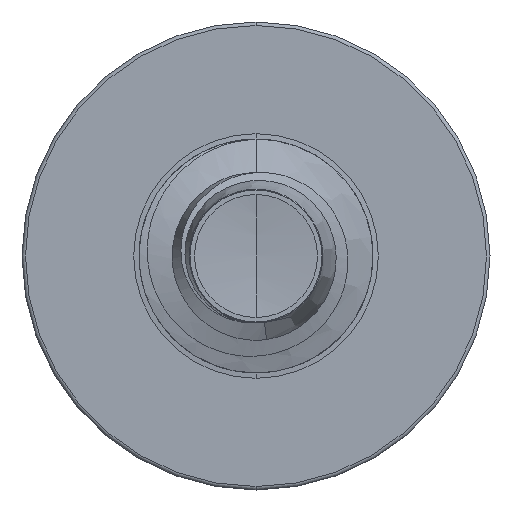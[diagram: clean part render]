
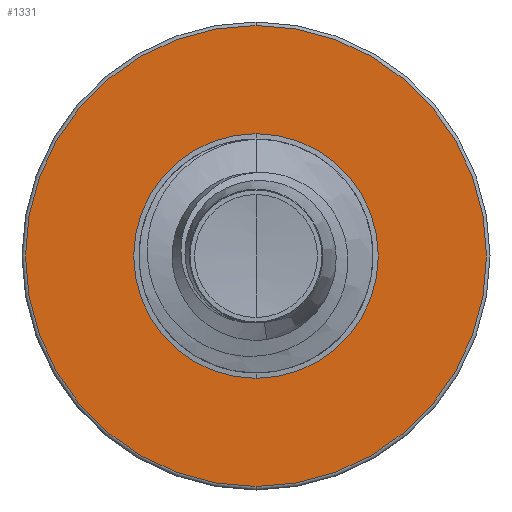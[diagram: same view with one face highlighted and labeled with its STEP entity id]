
A CAD part, front view. The second image highlights one B-rep face of the part: STEP entity #1331.
In plain terms, the highlighted planar face has unit normal (0, -1, 0).
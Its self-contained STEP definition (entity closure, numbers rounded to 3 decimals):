
#204 = ORIENTED_EDGE ( 'NONE', *, *, #13092, .T. ) ;
#1331 = ADVANCED_FACE ( 'NONE', ( #16058, #2666 ), #7623, .F. ) ;
#1725 = CARTESIAN_POINT ( 'NONE',  ( 0., 6., 2.167 ) ) ;
#2189 = VERTEX_POINT ( 'NONE', #6737 ) ;
#2666 = FACE_BOUND ( 'NONE', #3846, .T. ) ;
#3846 = EDGE_LOOP ( 'NONE', ( #14582, #204 ) ) ;
#4392 = DIRECTION ( 'NONE',  ( 0., 0., 1. ) ) ;
#4408 = DIRECTION ( 'NONE',  ( 0., 1., 0. ) ) ;
#4412 = CARTESIAN_POINT ( 'NONE',  ( 0., 6., 0. ) ) ;
#4640 = CIRCLE ( 'NONE', #6634, 1.15 ) ;
#4958 = VERTEX_POINT ( 'NONE', #10260 ) ;
#5454 = AXIS2_PLACEMENT_3D ( 'NONE', #4412, #4408, #4392 ) ;
#6344 = AXIS2_PLACEMENT_3D ( 'NONE', #7097, #7058, #7044 ) ;
#6634 = AXIS2_PLACEMENT_3D ( 'NONE', #7520, #7517, #7497 ) ;
#6737 = CARTESIAN_POINT ( 'NONE',  ( 0., 6., -1.15 ) ) ;
#7044 = DIRECTION ( 'NONE',  ( 0., 0., 1. ) ) ;
#7058 = DIRECTION ( 'NONE',  ( 0., 1., 0. ) ) ;
#7097 = CARTESIAN_POINT ( 'NONE',  ( 0., 6., 0. ) ) ;
#7434 = CIRCLE ( 'NONE', #12322, 2.167 ) ;
#7497 = DIRECTION ( 'NONE',  ( 0., 0., 1. ) ) ;
#7517 = DIRECTION ( 'NONE',  ( 0., 1., 0. ) ) ;
#7520 = CARTESIAN_POINT ( 'NONE',  ( 0., 6., 0. ) ) ;
#7598 = DIRECTION ( 'NONE',  ( 0., 1., 0. ) ) ;
#7623 = PLANE ( 'NONE',  #10020 ) ;
#7710 = DIRECTION ( 'NONE',  ( 0., 0., 1. ) ) ;
#8000 = ORIENTED_EDGE ( 'NONE', *, *, #10194, .F. ) ;
#9141 = VERTEX_POINT ( 'NONE', #14983 ) ;
#10020 = AXIS2_PLACEMENT_3D ( 'NONE', #10113, #7598, #7710 ) ;
#10113 = CARTESIAN_POINT ( 'NONE',  ( 0., 6., -1.15 ) ) ;
#10194 = EDGE_CURVE ( 'NONE', #13662, #4958, #7434, .T. ) ;
#10260 = CARTESIAN_POINT ( 'NONE',  ( 0., 6., -2.167 ) ) ;
#10983 = EDGE_CURVE ( 'NONE', #9141, #2189, #4640, .T. ) ;
#11578 = ORIENTED_EDGE ( 'NONE', *, *, #12004, .F. ) ;
#12004 = EDGE_CURVE ( 'NONE', #4958, #13662, #16644, .T. ) ;
#12322 = AXIS2_PLACEMENT_3D ( 'NONE', #13935, #13931, #13910 ) ;
#13092 = EDGE_CURVE ( 'NONE', #2189, #9141, #15086, .T. ) ;
#13662 = VERTEX_POINT ( 'NONE', #1725 ) ;
#13910 = DIRECTION ( 'NONE',  ( 0., 0., 1. ) ) ;
#13931 = DIRECTION ( 'NONE',  ( 0., 1., 0. ) ) ;
#13935 = CARTESIAN_POINT ( 'NONE',  ( 0., 6., 0. ) ) ;
#14510 = EDGE_LOOP ( 'NONE', ( #8000, #11578 ) ) ;
#14582 = ORIENTED_EDGE ( 'NONE', *, *, #10983, .T. ) ;
#14983 = CARTESIAN_POINT ( 'NONE',  ( 0., 6., 1.15 ) ) ;
#15086 = CIRCLE ( 'NONE', #6344, 1.15 ) ;
#16058 = FACE_OUTER_BOUND ( 'NONE', #14510, .T. ) ;
#16644 = CIRCLE ( 'NONE', #5454, 2.167 ) ;
